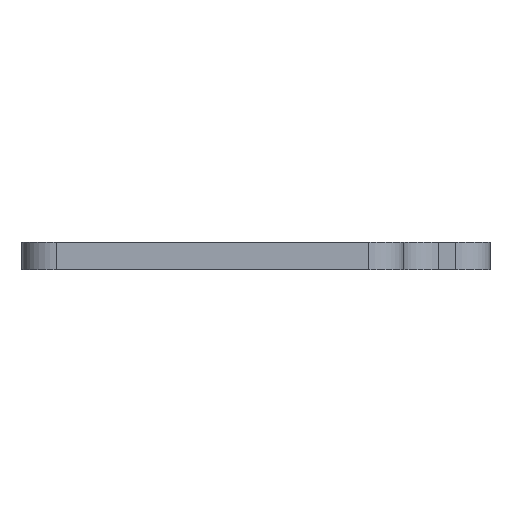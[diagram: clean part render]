
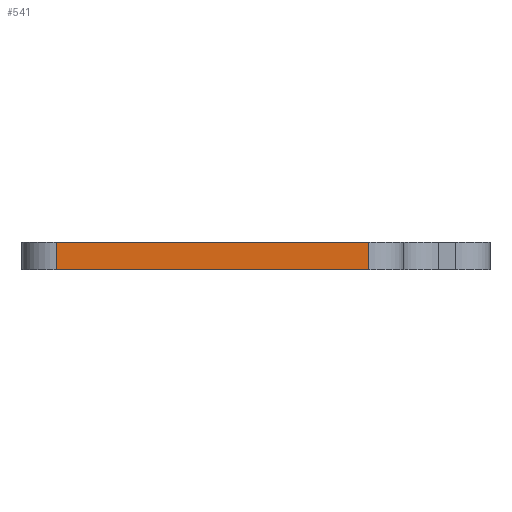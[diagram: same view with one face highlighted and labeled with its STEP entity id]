
A CAD part, left-side view. The second image highlights one B-rep face of the part: STEP entity #541.
In plain terms, the highlighted planar face has unit normal (-1, 0, 0).
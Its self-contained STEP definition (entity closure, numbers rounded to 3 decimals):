
#55 = EDGE_CURVE('',#56,#58,#60,.T.);
#56 = VERTEX_POINT('',#57);
#57 = CARTESIAN_POINT('',(-38.86,17.986,0.));
#58 = VERTEX_POINT('',#59);
#59 = CARTESIAN_POINT('',(-38.86,17.986,1.6
    ));
#60 = LINE('',#61,#62);
#61 = CARTESIAN_POINT('',(-38.86,17.986,0.));
#62 = VECTOR('',#63,1.);
#63 = DIRECTION('',(0.,0.,1.));
#514 = VERTEX_POINT('',#515);
#515 = CARTESIAN_POINT('',(-38.86,-0.014,1.6));
#522 = EDGE_CURVE('',#523,#514,#525,.T.);
#523 = VERTEX_POINT('',#524);
#524 = CARTESIAN_POINT('',(-38.86,-0.014,0.));
#525 = LINE('',#526,#527);
#526 = CARTESIAN_POINT('',(-38.86,-0.014,0.));
#527 = VECTOR('',#528,1.);
#528 = DIRECTION('',(0.,0.,1.));
#541 = ADVANCED_FACE('',(#542),#558,.T.);
#542 = FACE_BOUND('',#543,.T.);
#543 = EDGE_LOOP('',(#544,#545,#551,#552));
#544 = ORIENTED_EDGE('',*,*,#522,.T.);
#545 = ORIENTED_EDGE('',*,*,#546,.T.);
#546 = EDGE_CURVE('',#514,#58,#547,.T.);
#547 = LINE('',#548,#549);
#548 = CARTESIAN_POINT('',(-38.86,-0.014,1.6));
#549 = VECTOR('',#550,1.);
#550 = DIRECTION('',(0.,1.,0.));
#551 = ORIENTED_EDGE('',*,*,#55,.F.);
#552 = ORIENTED_EDGE('',*,*,#553,.F.);
#553 = EDGE_CURVE('',#523,#56,#554,.T.);
#554 = LINE('',#555,#556);
#555 = CARTESIAN_POINT('',(-38.86,-0.014,0.));
#556 = VECTOR('',#557,1.);
#557 = DIRECTION('',(0.,1.,0.));
#558 = PLANE('',#559);
#559 = AXIS2_PLACEMENT_3D('',#560,#561,#562);
#560 = CARTESIAN_POINT('',(-38.86,-0.014,0.));
#561 = DIRECTION('',(-1.,0.,0.));
#562 = DIRECTION('',(0.,1.,0.));
